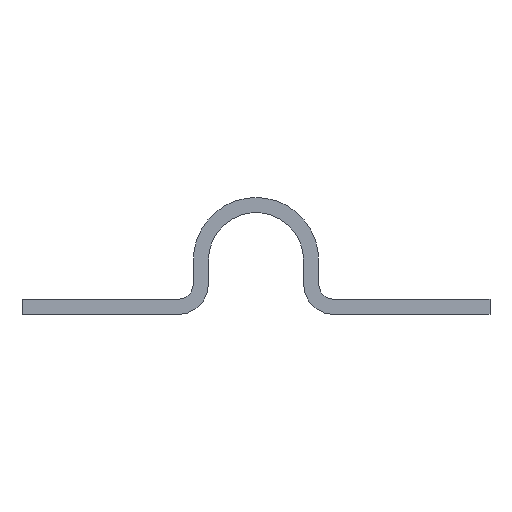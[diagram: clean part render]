
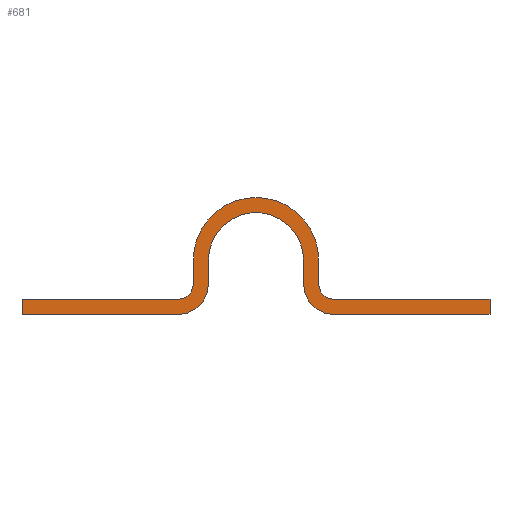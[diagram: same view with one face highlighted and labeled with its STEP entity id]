
A CAD part, front view. The second image highlights one B-rep face of the part: STEP entity #681.
In plain terms, the highlighted planar face has unit normal (0, -1, 0).
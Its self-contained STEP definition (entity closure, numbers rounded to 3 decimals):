
#49=PLANE('',#779);
#79=FACE_OUTER_BOUND('',#133,.T.);
#133=EDGE_LOOP('',(#603,#604,#605,#606,#607,#608,#609,#610,#611,#612,#613,
#614,#615,#616,#617,#618));
#149=LINE('',#1091,#197);
#153=LINE('',#1098,#201);
#157=LINE('',#1110,#205);
#161=LINE('',#1122,#209);
#165=LINE('',#1134,#213);
#168=LINE('',#1140,#216);
#171=LINE('',#1146,#219);
#175=LINE('',#1158,#223);
#179=LINE('',#1170,#227);
#182=LINE('',#1179,#230);
#197=VECTOR('',#895,10.);
#201=VECTOR('',#901,10.);
#205=VECTOR('',#913,10.);
#209=VECTOR('',#925,10.);
#213=VECTOR('',#937,10.);
#216=VECTOR('',#942,10.);
#219=VECTOR('',#947,10.);
#223=VECTOR('',#959,10.);
#227=VECTOR('',#971,10.);
#230=VECTOR('',#982,10.);
#268=CIRCLE('',#755,3.6);
#270=CIRCLE('',#759,5.7);
#272=CIRCLE('',#763,3.6);
#274=CIRCLE('',#769,1.8);
#276=CIRCLE('',#773,7.5);
#278=CIRCLE('',#777,1.8);
#317=VERTEX_POINT('',#1088);
#318=VERTEX_POINT('',#1090);
#320=VERTEX_POINT('',#1096);
#322=VERTEX_POINT('',#1102);
#324=VERTEX_POINT('',#1108);
#326=VERTEX_POINT('',#1114);
#328=VERTEX_POINT('',#1120);
#330=VERTEX_POINT('',#1126);
#332=VERTEX_POINT('',#1132);
#334=VERTEX_POINT('',#1138);
#336=VERTEX_POINT('',#1144);
#338=VERTEX_POINT('',#1150);
#340=VERTEX_POINT('',#1156);
#342=VERTEX_POINT('',#1162);
#344=VERTEX_POINT('',#1168);
#346=VERTEX_POINT('',#1174);
#397=EDGE_CURVE('',#317,#318,#149,.T.);
#401=EDGE_CURVE('',#320,#317,#153,.T.);
#404=EDGE_CURVE('',#322,#320,#268,.T.);
#407=EDGE_CURVE('',#324,#322,#157,.T.);
#410=EDGE_CURVE('',#326,#324,#270,.T.);
#413=EDGE_CURVE('',#328,#326,#161,.T.);
#416=EDGE_CURVE('',#330,#328,#272,.T.);
#419=EDGE_CURVE('',#332,#330,#165,.T.);
#422=EDGE_CURVE('',#334,#332,#168,.T.);
#425=EDGE_CURVE('',#336,#334,#171,.T.);
#428=EDGE_CURVE('',#338,#336,#274,.T.);
#431=EDGE_CURVE('',#340,#338,#175,.T.);
#434=EDGE_CURVE('',#342,#340,#276,.T.);
#437=EDGE_CURVE('',#344,#342,#179,.T.);
#440=EDGE_CURVE('',#346,#344,#278,.T.);
#442=EDGE_CURVE('',#318,#346,#182,.T.);
#603=ORIENTED_EDGE('',*,*,#442,.F.);
#604=ORIENTED_EDGE('',*,*,#397,.F.);
#605=ORIENTED_EDGE('',*,*,#401,.F.);
#606=ORIENTED_EDGE('',*,*,#404,.F.);
#607=ORIENTED_EDGE('',*,*,#407,.F.);
#608=ORIENTED_EDGE('',*,*,#410,.F.);
#609=ORIENTED_EDGE('',*,*,#413,.F.);
#610=ORIENTED_EDGE('',*,*,#416,.F.);
#611=ORIENTED_EDGE('',*,*,#419,.F.);
#612=ORIENTED_EDGE('',*,*,#422,.F.);
#613=ORIENTED_EDGE('',*,*,#425,.F.);
#614=ORIENTED_EDGE('',*,*,#428,.F.);
#615=ORIENTED_EDGE('',*,*,#431,.F.);
#616=ORIENTED_EDGE('',*,*,#434,.F.);
#617=ORIENTED_EDGE('',*,*,#437,.F.);
#618=ORIENTED_EDGE('',*,*,#440,.F.);
#681=ADVANCED_FACE('',(#79),#49,.F.);
#755=AXIS2_PLACEMENT_3D('',#1104,#907,#908);
#759=AXIS2_PLACEMENT_3D('',#1116,#919,#920);
#763=AXIS2_PLACEMENT_3D('',#1128,#931,#932);
#769=AXIS2_PLACEMENT_3D('',#1152,#953,#954);
#773=AXIS2_PLACEMENT_3D('',#1164,#965,#966);
#777=AXIS2_PLACEMENT_3D('',#1176,#977,#978);
#779=AXIS2_PLACEMENT_3D('',#1180,#983,#984);
#895=DIRECTION('',(0.,0.,1.));
#901=DIRECTION('',(-1.,0.,0.));
#907=DIRECTION('center_axis',(0.,1.,0.));
#908=DIRECTION('ref_axis',(0.,0.,1.));
#913=DIRECTION('',(0.,0.,-1.));
#919=DIRECTION('center_axis',(0.,-1.,0.));
#920=DIRECTION('ref_axis',(1.,0.,0.));
#925=DIRECTION('',(0.,0.,1.));
#931=DIRECTION('center_axis',(0.,1.,0.));
#932=DIRECTION('ref_axis',(1.,0.,0.));
#937=DIRECTION('',(-1.,0.,0.));
#942=DIRECTION('',(0.,0.,-1.));
#947=DIRECTION('',(1.,0.,0.));
#953=DIRECTION('center_axis',(0.,-1.,0.));
#954=DIRECTION('ref_axis',(-1.,0.,0.));
#959=DIRECTION('',(0.,0.,-1.));
#965=DIRECTION('center_axis',(0.,1.,0.));
#966=DIRECTION('ref_axis',(-1.,0.,0.));
#971=DIRECTION('',(0.,0.,1.));
#977=DIRECTION('center_axis',(0.,-1.,0.));
#978=DIRECTION('ref_axis',(0.,0.,-1.));
#982=DIRECTION('',(1.,0.,0.));
#983=DIRECTION('center_axis',(0.,1.,0.));
#984=DIRECTION('ref_axis',(0.,0.,1.));
#1088=CARTESIAN_POINT('',(-28.,-1500.,-1.8));
#1090=CARTESIAN_POINT('',(-28.,-1500.,0.));
#1091=CARTESIAN_POINT('',(-28.,-1500.,-1.8));
#1096=CARTESIAN_POINT('',(-9.3,-1500.,-1.8));
#1098=CARTESIAN_POINT('',(-9.3,-1500.,-1.8));
#1102=CARTESIAN_POINT('',(-5.7,-1500.,1.8));
#1104=CARTESIAN_POINT('Origin',(-9.3,-1500.,1.8));
#1108=CARTESIAN_POINT('',(-5.7,-1500.,4.7));
#1110=CARTESIAN_POINT('',(-5.7,-1500.,4.7));
#1114=CARTESIAN_POINT('',(5.7,-1500.,4.7));
#1116=CARTESIAN_POINT('Origin',(0.,-1500.,4.7));
#1120=CARTESIAN_POINT('',(5.7,-1500.,1.8));
#1122=CARTESIAN_POINT('',(5.7,-1500.,1.8));
#1126=CARTESIAN_POINT('',(9.3,-1500.,-1.8));
#1128=CARTESIAN_POINT('Origin',(9.3,-1500.,1.8));
#1132=CARTESIAN_POINT('',(28.,-1500.,-1.8));
#1134=CARTESIAN_POINT('',(28.,-1500.,-1.8));
#1138=CARTESIAN_POINT('',(28.,-1500.,0.));
#1140=CARTESIAN_POINT('',(28.,-1500.,0.));
#1144=CARTESIAN_POINT('',(9.3,-1500.,0.));
#1146=CARTESIAN_POINT('',(9.3,-1500.,0.));
#1150=CARTESIAN_POINT('',(7.5,-1500.,1.8));
#1152=CARTESIAN_POINT('Origin',(9.3,-1500.,1.8));
#1156=CARTESIAN_POINT('',(7.5,-1500.,4.7));
#1158=CARTESIAN_POINT('',(7.5,-1500.,4.7));
#1162=CARTESIAN_POINT('',(-7.5,-1500.,4.7));
#1164=CARTESIAN_POINT('Origin',(0.,-1500.,4.7));
#1168=CARTESIAN_POINT('',(-7.5,-1500.,1.8));
#1170=CARTESIAN_POINT('',(-7.5,-1500.,1.8));
#1174=CARTESIAN_POINT('',(-9.3,-1500.,0.));
#1176=CARTESIAN_POINT('Origin',(-9.3,-1500.,1.8));
#1179=CARTESIAN_POINT('',(-28.,-1500.,0.));
#1180=CARTESIAN_POINT('Origin',(0.,-1500.,2.162));
